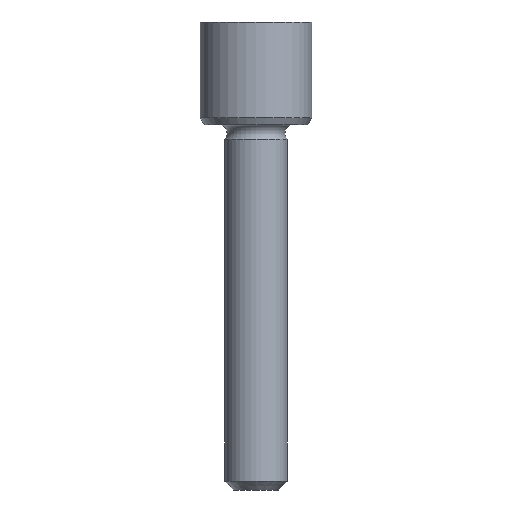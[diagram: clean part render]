
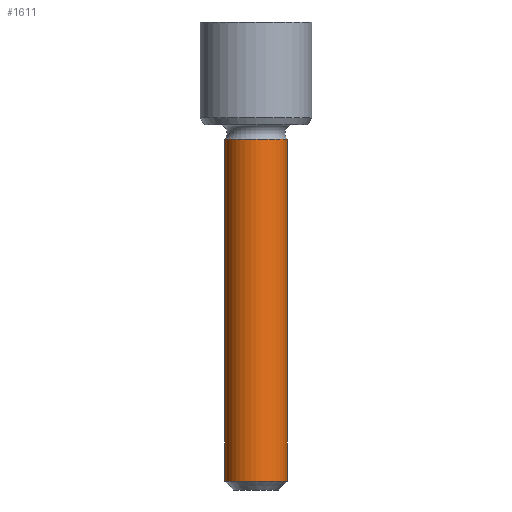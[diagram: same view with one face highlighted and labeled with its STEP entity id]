
A CAD part, front view. The second image highlights one B-rep face of the part: STEP entity #1611.
In plain terms, the highlighted cylindrical face has radius 0.7 mm (diameter 1.4 mm), a full revolution.
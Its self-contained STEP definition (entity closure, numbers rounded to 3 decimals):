
#21=CYLINDRICAL_SURFACE('',#1711,0.7);
#36=CIRCLE('',#1710,0.7);
#37=CIRCLE('',#1712,0.7);
#38=CIRCLE('',#1713,0.7);
#179=FACE_OUTER_BOUND('',#272,.T.);
#272=EDGE_LOOP('',(#1372,#1373,#1374,#1375,#1376));
#417=LINE('',#2900,#546);
#546=VECTOR('',#1975,0.7);
#764=VERTEX_POINT('',#2892);
#765=VERTEX_POINT('',#2896);
#766=VERTEX_POINT('',#2897);
#986=EDGE_CURVE('',#764,#764,#36,.T.);
#988=EDGE_CURVE('',#765,#766,#37,.T.);
#989=EDGE_CURVE('',#766,#765,#38,.T.);
#990=EDGE_CURVE('',#766,#764,#417,.T.);
#1372=ORIENTED_EDGE('',*,*,#988,.F.);
#1373=ORIENTED_EDGE('',*,*,#989,.F.);
#1374=ORIENTED_EDGE('',*,*,#990,.T.);
#1375=ORIENTED_EDGE('',*,*,#986,.T.);
#1376=ORIENTED_EDGE('',*,*,#990,.F.);
#1611=ADVANCED_FACE('',(#179),#21,.T.);
#1710=AXIS2_PLACEMENT_3D('',#2893,#1966,#1967);
#1711=AXIS2_PLACEMENT_3D('',#2895,#1969,#1970);
#1712=AXIS2_PLACEMENT_3D('',#2898,#1971,#1972);
#1713=AXIS2_PLACEMENT_3D('',#2899,#1973,#1974);
#1966=DIRECTION('center_axis',(0.,0.,1.));
#1967=DIRECTION('ref_axis',(0.,-1.,0.));
#1969=DIRECTION('center_axis',(0.,0.,1.));
#1970=DIRECTION('ref_axis',(0.,-1.,0.));
#1971=DIRECTION('center_axis',(0.,0.,1.));
#1972=DIRECTION('ref_axis',(0.,-1.,0.));
#1973=DIRECTION('center_axis',(0.,0.,1.));
#1974=DIRECTION('ref_axis',(0.,-1.,0.));
#1975=DIRECTION('',(0.,0.,-1.));
#2892=CARTESIAN_POINT('',(0.,0.7,-8.));
#2893=CARTESIAN_POINT('Origin',(0.,0.,-8.));
#2895=CARTESIAN_POINT('Origin',(0.,0.,-4.166));
#2896=CARTESIAN_POINT('',(-0.7,0.,-0.332));
#2897=CARTESIAN_POINT('',(0.,0.7,-0.332));
#2898=CARTESIAN_POINT('Origin',(0.,0.,-0.332));
#2899=CARTESIAN_POINT('Origin',(0.,0.,-0.332));
#2900=CARTESIAN_POINT('',(0.,0.7,-4.166));
